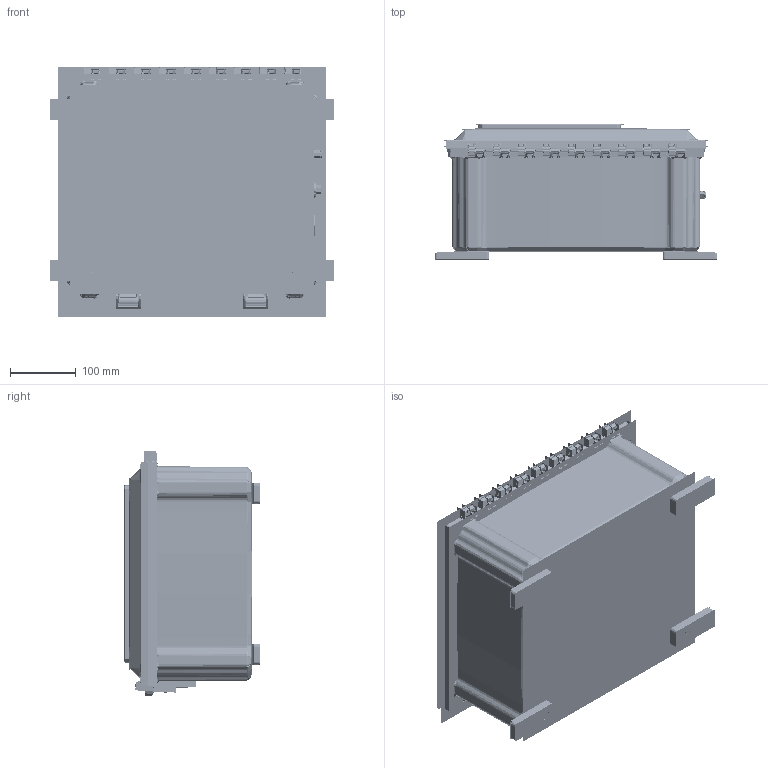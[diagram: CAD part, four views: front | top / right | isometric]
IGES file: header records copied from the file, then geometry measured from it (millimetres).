
Start section:  PTC IGES file: 213982.igs
Global section: file name: 213982.igs; native system: Creo Parametric by PTC Inc.; preprocessor: 2018300; author: pdmadmin; organization: Unknown; date: 20190913.121944; units: millimetre
Bounding box: 430.34 x 206.01 x 380.08 mm (x, y, z)
Volume: 5761716.4 mm3; surface area: 7418870.8 mm2
Topology: 39 solids, 41 shells, 12836 faces, 66031 edges, 84584 vertices
Faces by surface type: revolution 7770, bspline 5066
